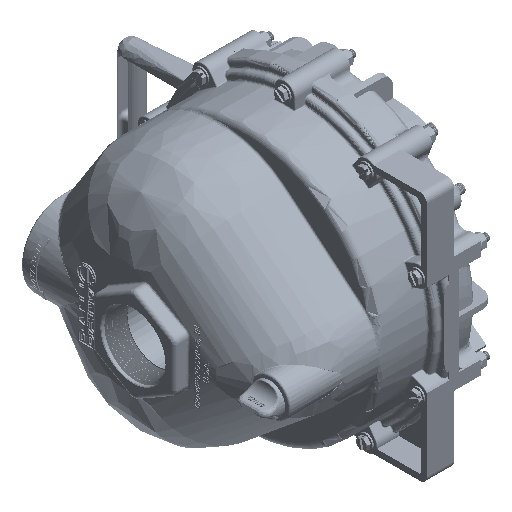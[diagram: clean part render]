
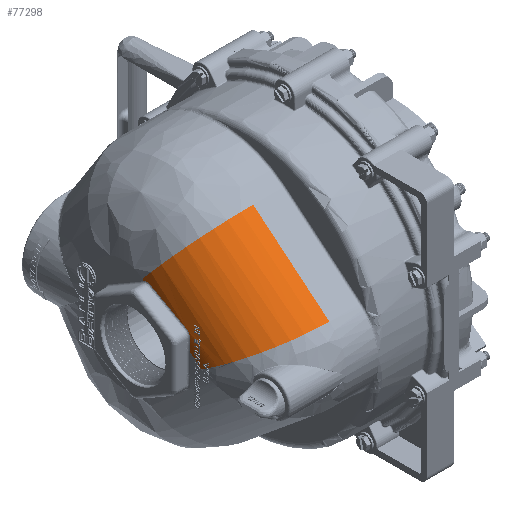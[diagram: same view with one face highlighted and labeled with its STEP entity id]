
A CAD part, isometric view. The second image highlights one B-rep face of the part: STEP entity #77298.
In plain terms, the highlighted cylindrical face has radius 62.357 mm (diameter 124.714 mm), a partial arc.
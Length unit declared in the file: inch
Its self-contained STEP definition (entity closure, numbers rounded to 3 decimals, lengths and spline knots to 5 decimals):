
#616=ELLIPSE('',#83481,15.03204,2.455);
#617=ELLIPSE('',#83488,3.21925,2.455);
#652=ELLIPSE('',#83835,2.58681,2.455);
#653=ELLIPSE('',#83836,2.58681,2.455);
#654=ELLIPSE('',#83837,2.58681,2.455);
#3210=CYLINDRICAL_SURFACE('',#83838,2.455);
#5602=CIRCLE('',#83839,2.455);
#10755=FACE_OUTER_BOUND('',#15377,.T.);
#15377=EDGE_LOOP('',(#62479,#62480,#62481,#62482,#62483,#62484,#62485,#62486,
#62487,#62488,#62489,#62490,#62491,#62492,#62493));
#19357=B_SPLINE_CURVE_WITH_KNOTS('',3,(#139719,#139720,#139721,#139722,
#139723),.UNSPECIFIED.,.F.,.F.,(4,1,4),(-0.69806,-0.29917,
0.),.UNSPECIFIED.);
#19359=B_SPLINE_CURVE_WITH_KNOTS('',3,(#139759,#139760,#139761,#139762,
#139763),.UNSPECIFIED.,.F.,.F.,(4,1,4),(-0.82163,-0.35213,
0.),.UNSPECIFIED.);
#22174=LINE('',#134855,#27349);
#22181=LINE('',#135004,#27356);
#22204=LINE('',#135202,#27379);
#22206=LINE('',#135206,#27381);
#22207=LINE('',#135208,#27382);
#22433=LINE('',#135720,#27608);
#23174=LINE('',#145844,#28349);
#27349=VECTOR('',#94024,0.3937);
#27356=VECTOR('',#94035,0.3937);
#27379=VECTOR('',#94068,0.3937);
#27381=VECTOR('',#94072,0.3937);
#27382=VECTOR('',#94073,0.3937);
#27608=VECTOR('',#94473,0.3937);
#28349=VECTOR('',#96912,0.3937);
#34034=VERTEX_POINT('',#134853);
#34035=VERTEX_POINT('',#134854);
#34068=VERTEX_POINT('',#135002);
#34069=VERTEX_POINT('',#135003);
#34078=VERTEX_POINT('',#135204);
#34079=VERTEX_POINT('',#135207);
#34277=VERTEX_POINT('',#135717);
#34278=VERTEX_POINT('',#135719);
#34831=VERTEX_POINT('',#139686);
#34834=VERTEX_POINT('',#139691);
#34837=VERTEX_POINT('',#139757);
#34899=VERTEX_POINT('',#140545);
#35087=VERTEX_POINT('',#145837);
#35088=VERTEX_POINT('',#145839);
#35089=VERTEX_POINT('',#145843);
#43161=EDGE_CURVE('',#34034,#34035,#22174,.T.);
#43195=EDGE_CURVE('',#34068,#34069,#22181,.T.);
#43227=EDGE_CURVE('',#34069,#34034,#22204,.T.);
#43229=EDGE_CURVE('',#34035,#34078,#22206,.T.);
#43230=EDGE_CURVE('',#34079,#34068,#22207,.T.);
#43474=EDGE_CURVE('',#34278,#34277,#22433,.T.);
#44341=EDGE_CURVE('',#34834,#34831,#616,.T.);
#44342=EDGE_CURVE('',#34831,#34277,#19357,.T.);
#44346=EDGE_CURVE('',#34837,#34834,#19359,.T.);
#44351=EDGE_CURVE('',#34079,#34837,#617,.T.);
#44832=EDGE_CURVE('',#34899,#35087,#652,.T.);
#44833=EDGE_CURVE('',#35087,#35088,#653,.T.);
#44834=EDGE_CURVE('',#35088,#34078,#654,.T.);
#44835=EDGE_CURVE('',#34899,#35089,#23174,.T.);
#44836=EDGE_CURVE('',#34278,#35089,#5602,.T.);
#62479=ORIENTED_EDGE('',*,*,#44351,.F.);
#62480=ORIENTED_EDGE('',*,*,#43230,.T.);
#62481=ORIENTED_EDGE('',*,*,#43195,.T.);
#62482=ORIENTED_EDGE('',*,*,#43227,.T.);
#62483=ORIENTED_EDGE('',*,*,#43161,.T.);
#62484=ORIENTED_EDGE('',*,*,#43229,.T.);
#62485=ORIENTED_EDGE('',*,*,#44834,.F.);
#62486=ORIENTED_EDGE('',*,*,#44833,.F.);
#62487=ORIENTED_EDGE('',*,*,#44832,.F.);
#62488=ORIENTED_EDGE('',*,*,#44835,.T.);
#62489=ORIENTED_EDGE('',*,*,#44836,.F.);
#62490=ORIENTED_EDGE('',*,*,#43474,.T.);
#62491=ORIENTED_EDGE('',*,*,#44342,.F.);
#62492=ORIENTED_EDGE('',*,*,#44341,.F.);
#62493=ORIENTED_EDGE('',*,*,#44346,.F.);
#77298=ADVANCED_FACE('',(#10755),#3210,.T.);
#83481=AXIS2_PLACEMENT_3D('',#139693,#95978,#95979);
#83488=AXIS2_PLACEMENT_3D('',#139795,#95992,#95993);
#83835=AXIS2_PLACEMENT_3D('',#145838,#96904,#96905);
#83836=AXIS2_PLACEMENT_3D('',#145840,#96906,#96907);
#83837=AXIS2_PLACEMENT_3D('',#145841,#96908,#96909);
#83838=AXIS2_PLACEMENT_3D('',#145842,#96910,#96911);
#83839=AXIS2_PLACEMENT_3D('',#145845,#96913,#96914);
#94024=DIRECTION('',(0.638,-0.77,0.));
#94035=DIRECTION('',(0.638,-0.77,0.));
#94068=DIRECTION('',(0.638,-0.77,0.));
#94072=DIRECTION('',(0.638,-0.77,0.));
#94073=DIRECTION('',(0.638,-0.77,0.));
#94473=DIRECTION('',(0.638,-0.77,0.));
#95978=DIRECTION('center_axis',(0.864,0.503,0.));
#95979=DIRECTION('ref_axis',(0.503,-0.864,0.));
#95992=DIRECTION('center_axis',(0.012,1.,0.));
#95993=DIRECTION('ref_axis',(-1.,0.012,0.));
#96904=DIRECTION('center_axis',(0.848,-0.53,0.));
#96905=DIRECTION('ref_axis',(-0.53,-0.848,0.));
#96906=DIRECTION('center_axis',(0.848,-0.53,0.));
#96907=DIRECTION('ref_axis',(-0.53,-0.848,0.));
#96908=DIRECTION('center_axis',(0.848,-0.53,0.));
#96909=DIRECTION('ref_axis',(-0.53,-0.848,0.));
#96910=DIRECTION('center_axis',(0.638,-0.77,0.));
#96911=DIRECTION('ref_axis',(-0.545,-0.451,-0.707));
#96912=DIRECTION('',(-0.638,0.77,0.));
#96913=DIRECTION('center_axis',(-0.638,0.77,0.));
#96914=DIRECTION('ref_axis',(0.,0.,-1.));
#134853=CARTESIAN_POINT('',(-0.12711,-1.8281,-6.));
#134854=CARTESIAN_POINT('',(-0.10997,-1.8488,-6.));
#134855=CARTESIAN_POINT('',(-0.30149,-1.61749,-6.));
#135002=CARTESIAN_POINT('',(-0.18688,-1.75591,-6.));
#135003=CARTESIAN_POINT('',(-0.17085,-1.77527,-6.));
#135004=CARTESIAN_POINT('',(-0.30149,-1.61749,-6.));
#135202=CARTESIAN_POINT('',(-0.30149,-1.61749,-6.));
#135204=CARTESIAN_POINT('',(0.,-1.98161,-6.));
#135206=CARTESIAN_POINT('',(-0.30149,-1.61749,-6.));
#135207=CARTESIAN_POINT('',(-0.34909,-1.56,-6.));
#135208=CARTESIAN_POINT('',(-0.30149,-1.61749,-6.));
#135717=CARTESIAN_POINT('',(-1.73278,0.1111,-6.));
#135719=CARTESIAN_POINT('',(-1.77059,0.15676,-6.));
#135720=CARTESIAN_POINT('',(-0.30149,-1.61749,-6.));
#139686=CARTESIAN_POINT('',(-1.70902,-0.15266,-5.99542));
#139691=CARTESIAN_POINT('',(-0.9829,-1.39899,-5.96955));
#139693=CARTESIAN_POINT('Origin',(-2.17113,0.6405,-3.545));
#139719=CARTESIAN_POINT('Ctrl Pts',(-1.70902,-0.15266,
-5.99542));
#139720=CARTESIAN_POINT('Ctrl Pts',(-1.73535,-0.10746,
-5.99594));
#139721=CARTESIAN_POINT('Ctrl Pts',(-1.76146,-0.01588,
-5.99834));
#139722=CARTESIAN_POINT('Ctrl Pts',(-1.74622,0.07497,
-6.));
#139723=CARTESIAN_POINT('Ctrl Pts',(-1.73278,0.1111,
-6.));
#139757=CARTESIAN_POINT('',(-0.71641,-1.55563,-5.98396));
#139759=CARTESIAN_POINT('Ctrl Pts',(-0.71641,-1.55563,
-5.98396));
#139760=CARTESIAN_POINT('Ctrl Pts',(-0.77692,-1.55491,
-5.97866));
#139761=CARTESIAN_POINT('Ctrl Pts',(-0.88392,-1.52082,
-5.96941));
#139762=CARTESIAN_POINT('Ctrl Pts',(-0.95966,-1.43888,
-5.96835));
#139763=CARTESIAN_POINT('Ctrl Pts',(-0.9829,-1.39899,
-5.96955));
#139795=CARTESIAN_POINT('Origin',(-0.34909,-1.56,-3.545));
#140545=CARTESIAN_POINT('',(-1.37102,-4.17521,-3.545));
#145837=CARTESIAN_POINT('',(-0.32141,-2.49586,-5.93159));
#145838=CARTESIAN_POINT('Origin',(0.,-1.98161,
-3.545));
#145839=CARTESIAN_POINT('',(-0.17867,-2.26747,-5.97907));
#145840=CARTESIAN_POINT('Origin',(0.,-1.98161,
-3.545));
#145841=CARTESIAN_POINT('Origin',(0.,-1.98161,
-3.545));
#145842=CARTESIAN_POINT('Origin',(-0.30149,-1.61749,
-3.545));
#145843=CARTESIAN_POINT('',(-3.66151,-1.40894,-3.545));
#145844=CARTESIAN_POINT('',(-2.19242,-3.18319,-3.545));
#145845=CARTESIAN_POINT('Origin',(-1.77059,0.15676,-3.545));
